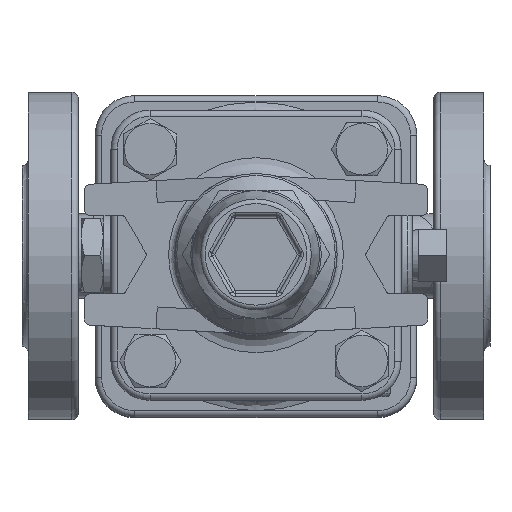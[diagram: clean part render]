
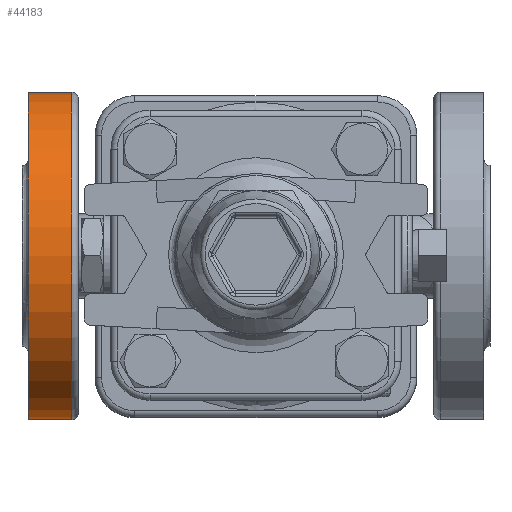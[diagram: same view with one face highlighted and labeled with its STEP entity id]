
A CAD part, top view. The second image highlights one B-rep face of the part: STEP entity #44183.
In plain terms, the highlighted cylindrical face has radius 52.5 mm (diameter 105 mm), a full revolution.
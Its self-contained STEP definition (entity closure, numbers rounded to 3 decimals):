
#44152=CARTESIAN_POINT('',(-59.,0.,130.5));
#44153=VERTEX_POINT('',#44152);
#44154=CARTESIAN_POINT('',(-59.,0.0,78.0));
#44155=DIRECTION('',(1.0,0.0,0.0));
#44156=DIRECTION('',(0.0,0.0,-1.0));
#44157=AXIS2_PLACEMENT_3D('',#44154,#44155,#44156);
#44158=CIRCLE('',#44157,52.5);
#44159=EDGE_CURVE('',#44153,#44153,#44158,.T.);
#44164=CARTESIAN_POINT('',(-75.,0.0,78.));
#44165=DIRECTION('',(1.0,0.0,0.));
#44166=DIRECTION('',(0.0,0.0,-1.0));
#44167=AXIS2_PLACEMENT_3D('',#44164,#44165,#44166);
#44168=CYLINDRICAL_SURFACE('',#44167,52.5);
#44169=CARTESIAN_POINT('',(-73.,0.,130.5));
#44170=VERTEX_POINT('',#44169);
#44171=CARTESIAN_POINT('',(-73.,0.0,78.));
#44172=DIRECTION('',(1.0,0.0,0.0));
#44173=DIRECTION('',(0.0,0.0,-1.0));
#44174=AXIS2_PLACEMENT_3D('',#44171,#44172,#44173);
#44175=CIRCLE('',#44174,52.5);
#44176=EDGE_CURVE('',#44170,#44170,#44175,.T.);
#44177=ORIENTED_EDGE('',*,*,#44176,.T.);
#44178=EDGE_LOOP('',(#44177));
#44179=FACE_OUTER_BOUND('',#44178,.T.);
#44180=ORIENTED_EDGE('',*,*,#44159,.F.);
#44181=EDGE_LOOP('',(#44180));
#44182=FACE_BOUND('',#44181,.T.);
#44183=ADVANCED_FACE('',(#44179,#44182),#44168,.T.);
